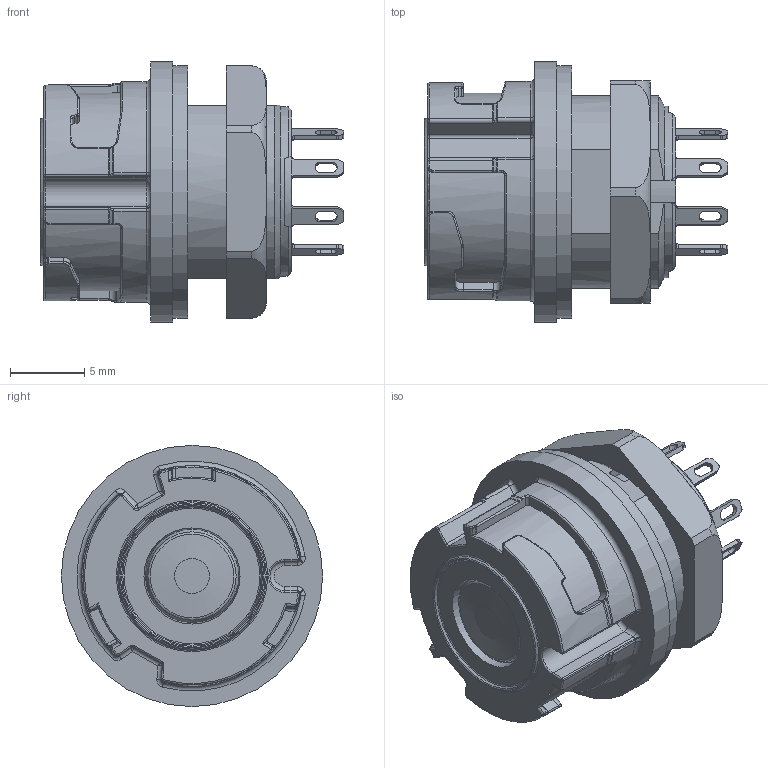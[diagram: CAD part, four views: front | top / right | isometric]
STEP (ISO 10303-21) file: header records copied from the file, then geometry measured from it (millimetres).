
FILE_DESCRIPTION(/* description */ (''),/* implementation_level */ '2;1');
FILE_NAME(/* name */ '09_0774_000_08_001_05.stp',/* time_stamp */ '2013-08-09T12:15:01+02:00',/* author */ (''),/* organization */ (''),/* preprocessor_version */ 'ST-DEVELOPER v14',/* originating_system */ 'SIEMENS PLM Software NX 8.0',/* authorisation */ '');
FILE_SCHEMA (('AUTOMOTIVE_DESIGN { 1 0 10303 214 3 1 1 1 }'));
Length unit declared in the file: millimetre
Products named in the file (1): kbor11745B189bw6
Bounding box: 20.49 x 17.6 x 17.6 mm (x, y, z)
Volume: 2720.3 mm3; surface area: 1848.9 mm2
Topology: 2 solids, 2 shells, 593 faces, 1524 edges, 950 vertices
Faces by surface type: cylinder 208, plane 198, bspline 97, torus 65, cone 25
Full cylindrical faces by diameter (mm): 6.3 x1, 11.917 x1, 13.1 x1, 17 x1, 17.6 x1
Entity records: 19591 total; most frequent: CARTESIAN_POINT 5745, ORIENTED_EDGE 2992, DIRECTION 2784, EDGE_CURVE 1496, AXIS2_PLACEMENT_3D 1074, VERTEX_POINT 943, EDGE_LOOP 647, LINE 636
